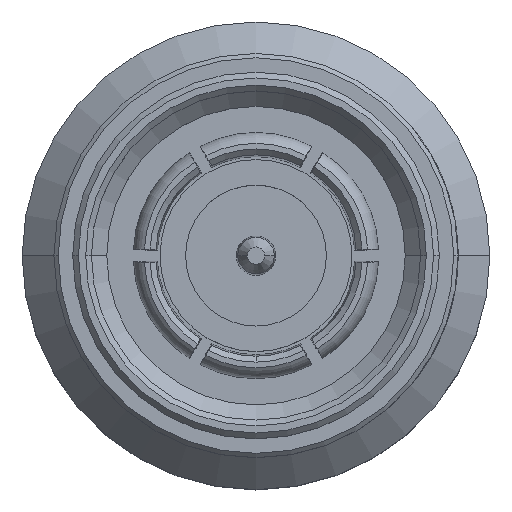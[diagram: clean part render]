
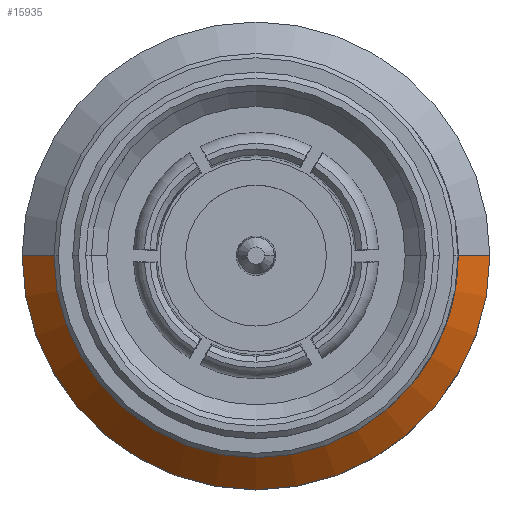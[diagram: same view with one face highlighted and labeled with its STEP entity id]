
A CAD part, top view. The second image highlights one B-rep face of the part: STEP entity #15935.
In plain terms, the highlighted conical face has half-angle 45 degrees and reference radius 8.1 mm.
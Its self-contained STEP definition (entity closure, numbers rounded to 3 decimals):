
#803 = CARTESIAN_POINT ( 'NONE',  ( 0., 0., -5.9 ) ) ;
#2329 = DIRECTION ( 'NONE',  ( 1., 0., 0. ) ) ;
#2705 = AXIS2_PLACEMENT_3D ( 'NONE', #803, #15954, #2329 ) ;
#3251 = CARTESIAN_POINT ( 'NONE',  ( -6.35, 0., -4.15 ) ) ;
#3719 = LINE ( 'NONE', #18503, #18507 ) ;
#3787 = AXIS2_PLACEMENT_3D ( 'NONE', #6568, #17138, #4975 ) ;
#3882 = CIRCLE ( 'NONE', #2705, 8.1 ) ;
#4833 = VERTEX_POINT ( 'NONE', #8965 ) ;
#4834 = DIRECTION ( 'NONE',  ( 0.707, 0., -0.707 ) ) ;
#4972 = ORIENTED_EDGE ( 'NONE', *, *, #17367, .T. ) ;
#4975 = DIRECTION ( 'NONE',  ( -1., 0., 0. ) ) ;
#5529 = VERTEX_POINT ( 'NONE', #17764 ) ;
#6568 = CARTESIAN_POINT ( 'NONE',  ( 0., 0., -5.9 ) ) ;
#7028 = VERTEX_POINT ( 'NONE', #3251 ) ;
#7683 = VERTEX_POINT ( 'NONE', #18048 ) ;
#8020 = CONICAL_SURFACE ( 'NONE', #3787, 8.1, 0.785 ) ;
#8663 = EDGE_CURVE ( 'NONE', #7028, #5529, #14032, .T. ) ;
#8965 = CARTESIAN_POINT ( 'NONE',  ( 8.1, 0., -5.9 ) ) ;
#9729 = EDGE_LOOP ( 'NONE', ( #18499, #16000, #4972, #15628 ) ) ;
#9832 = CARTESIAN_POINT ( 'NONE',  ( -8.1, 0., -5.9 ) ) ;
#10030 = DIRECTION ( 'NONE',  ( 1., 0., 0. ) ) ;
#10816 = VECTOR ( 'NONE', #15765, 1000. ) ;
#12507 = FACE_OUTER_BOUND ( 'NONE', #9729, .T. ) ;
#14032 = CIRCLE ( 'NONE', #19537, 6.35 ) ;
#14769 = LINE ( 'NONE', #9832, #10816 ) ;
#15211 = EDGE_CURVE ( 'NONE', #5529, #4833, #3719, .T. ) ;
#15628 = ORIENTED_EDGE ( 'NONE', *, *, #19488, .T. ) ;
#15765 = DIRECTION ( 'NONE',  ( -0.707, 0., -0.707 ) ) ;
#15935 = ADVANCED_FACE ( 'NONE', ( #12507 ), #8020, .T. ) ;
#15954 = DIRECTION ( 'NONE',  ( 0., 0., 1. ) ) ;
#16000 = ORIENTED_EDGE ( 'NONE', *, *, #8663, .F. ) ;
#17138 = DIRECTION ( 'NONE',  ( 0., 0., -1. ) ) ;
#17367 = EDGE_CURVE ( 'NONE', #7028, #7683, #14769, .T. ) ;
#17482 = CARTESIAN_POINT ( 'NONE',  ( 0., 0., -4.15 ) ) ;
#17620 = DIRECTION ( 'NONE',  ( 0., 0., 1. ) ) ;
#17764 = CARTESIAN_POINT ( 'NONE',  ( 6.35, 0., -4.15 ) ) ;
#18048 = CARTESIAN_POINT ( 'NONE',  ( -8.1, 0., -5.9 ) ) ;
#18499 = ORIENTED_EDGE ( 'NONE', *, *, #15211, .F. ) ;
#18503 = CARTESIAN_POINT ( 'NONE',  ( 8.1, 0., -5.9 ) ) ;
#18507 = VECTOR ( 'NONE', #4834, 1000. ) ;
#19488 = EDGE_CURVE ( 'NONE', #7683, #4833, #3882, .T. ) ;
#19537 = AXIS2_PLACEMENT_3D ( 'NONE', #17482, #17620, #10030 ) ;
